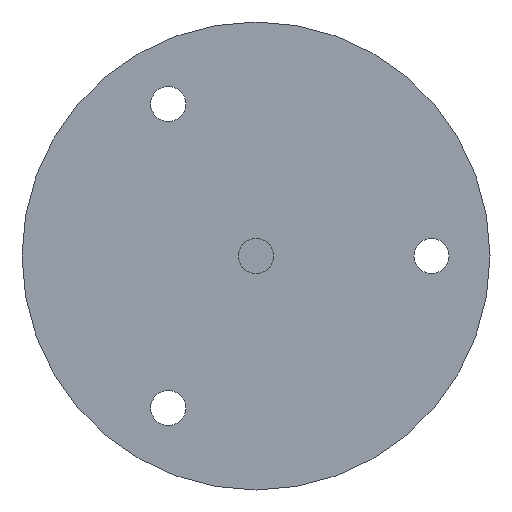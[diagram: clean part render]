
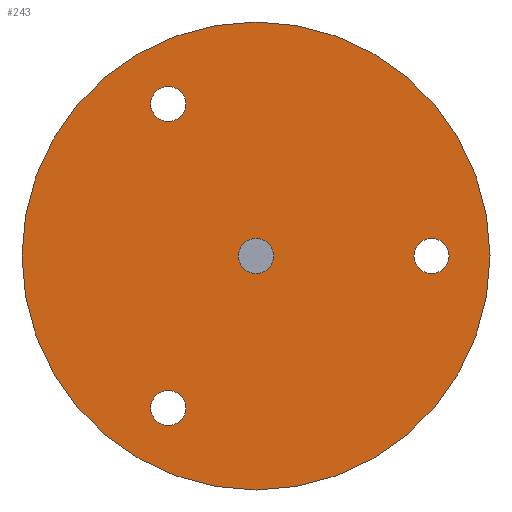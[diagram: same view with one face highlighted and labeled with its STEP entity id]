
A CAD part, front view. The second image highlights one B-rep face of the part: STEP entity #243.
In plain terms, the highlighted planar face has unit normal (0, -1, 0).
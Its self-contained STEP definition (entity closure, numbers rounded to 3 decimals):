
#3 = CARTESIAN_POINT ( 'NONE',  ( -37.5, 0., 64.952 ) ) ;
#9 = DIRECTION ( 'NONE',  ( 0., 1., 0. ) ) ;
#11 = EDGE_CURVE ( 'NONE', #680, #560, #122, .T. ) ;
#15 = CARTESIAN_POINT ( 'NONE',  ( 0., 0., -7.5 ) ) ;
#16 = EDGE_CURVE ( 'NONE', #640, #458, #158, .T. ) ;
#31 = AXIS2_PLACEMENT_3D ( 'NONE', #509, #186, #513 ) ;
#40 = DIRECTION ( 'NONE',  ( 0., 1., 0. ) ) ;
#51 = DIRECTION ( 'NONE',  ( 0., 0., 1. ) ) ;
#52 = DIRECTION ( 'NONE',  ( 0., 1., 0. ) ) ;
#78 = VERTEX_POINT ( 'NONE', #448 ) ;
#84 = CARTESIAN_POINT ( 'NONE',  ( 0., 0., 0. ) ) ;
#105 = CARTESIAN_POINT ( 'NONE',  ( -37.5, 0., -64.952 ) ) ;
#108 = EDGE_LOOP ( 'NONE', ( #557, #490 ) ) ;
#110 = CIRCLE ( 'NONE', #614, 7.5 ) ;
#116 = CARTESIAN_POINT ( 'NONE',  ( 75., 0., 7.5 ) ) ;
#122 = CIRCLE ( 'NONE', #519, 7.5 ) ;
#131 = EDGE_CURVE ( 'NONE', #481, #254, #110, .T. ) ;
#141 = ORIENTED_EDGE ( 'NONE', *, *, #346, .F. ) ;
#145 = DIRECTION ( 'NONE',  ( 0., 0., 1. ) ) ;
#158 = CIRCLE ( 'NONE', #169, 7.5 ) ;
#159 = DIRECTION ( 'NONE',  ( 0., -1., 0. ) ) ;
#162 = CARTESIAN_POINT ( 'NONE',  ( -37.5, 0., 64.952 ) ) ;
#168 = AXIS2_PLACEMENT_3D ( 'NONE', #440, #542, #51 ) ;
#169 = AXIS2_PLACEMENT_3D ( 'NONE', #210, #40, #145 ) ;
#174 = EDGE_CURVE ( 'NONE', #254, #481, #290, .T. ) ;
#175 = DIRECTION ( 'NONE',  ( 0., 0., 1. ) ) ;
#180 = FACE_BOUND ( 'NONE', #294, .T. ) ;
#186 = DIRECTION ( 'NONE',  ( 0., 1., 0. ) ) ;
#194 = CARTESIAN_POINT ( 'NONE',  ( -37.5, 0., 57.452 ) ) ;
#210 = CARTESIAN_POINT ( 'NONE',  ( 75., 0., 0. ) ) ;
#213 = VERTEX_POINT ( 'NONE', #236 ) ;
#214 = AXIS2_PLACEMENT_3D ( 'NONE', #698, #591, #551 ) ;
#230 = DIRECTION ( 'NONE',  ( 0., 0., 1. ) ) ;
#233 = CIRCLE ( 'NONE', #31, 7.5 ) ;
#236 = CARTESIAN_POINT ( 'NONE',  ( 0., 0., 7.5 ) ) ;
#241 = FACE_BOUND ( 'NONE', #690, .T. ) ;
#243 = ADVANCED_FACE ( 'NONE', ( #180, #667, #661, #241, #515 ), #337, .F. ) ;
#254 = VERTEX_POINT ( 'NONE', #194 ) ;
#257 = ORIENTED_EDGE ( 'NONE', *, *, #16, .T. ) ;
#261 = CIRCLE ( 'NONE', #214, 7.5 ) ;
#273 = DIRECTION ( 'NONE',  ( 0., 1., 0. ) ) ;
#274 = EDGE_LOOP ( 'NONE', ( #523, #657 ) ) ;
#287 = VERTEX_POINT ( 'NONE', #15 ) ;
#290 = CIRCLE ( 'NONE', #562, 7.5 ) ;
#293 = DIRECTION ( 'NONE',  ( 0., 0., 1. ) ) ;
#294 = EDGE_LOOP ( 'NONE', ( #671, #141 ) ) ;
#304 = AXIS2_PLACEMENT_3D ( 'NONE', #695, #689, #423 ) ;
#312 = CARTESIAN_POINT ( 'NONE',  ( 0., 0., 0. ) ) ;
#330 = EDGE_CURVE ( 'NONE', #458, #640, #233, .T. ) ;
#337 = PLANE ( 'NONE',  #384 ) ;
#346 = EDGE_CURVE ( 'NONE', #287, #213, #624, .T. ) ;
#348 = CARTESIAN_POINT ( 'NONE',  ( -37.5, 0., -57.452 ) ) ;
#354 = ORIENTED_EDGE ( 'NONE', *, *, #394, .F. ) ;
#360 = CIRCLE ( 'NONE', #304, 100. ) ;
#373 = DIRECTION ( 'NONE',  ( 0., -1., 0. ) ) ;
#374 = EDGE_LOOP ( 'NONE', ( #613, #354 ) ) ;
#384 = AXIS2_PLACEMENT_3D ( 'NONE', #84, #679, #293 ) ;
#394 = EDGE_CURVE ( 'NONE', #78, #530, #360, .T. ) ;
#395 = AXIS2_PLACEMENT_3D ( 'NONE', #537, #373, #645 ) ;
#423 = DIRECTION ( 'NONE',  ( 0., 0., 1. ) ) ;
#424 = ORIENTED_EDGE ( 'NONE', *, *, #330, .T. ) ;
#429 = DIRECTION ( 'NONE',  ( 0., 0., 1. ) ) ;
#440 = CARTESIAN_POINT ( 'NONE',  ( 0., 0., 0. ) ) ;
#448 = CARTESIAN_POINT ( 'NONE',  ( 0., 0., 100. ) ) ;
#458 = VERTEX_POINT ( 'NONE', #469 ) ;
#469 = CARTESIAN_POINT ( 'NONE',  ( 75., 0., -7.5 ) ) ;
#481 = VERTEX_POINT ( 'NONE', #577 ) ;
#490 = ORIENTED_EDGE ( 'NONE', *, *, #131, .T. ) ;
#491 = CARTESIAN_POINT ( 'NONE',  ( -37.5, 0., -72.452 ) ) ;
#505 = CIRCLE ( 'NONE', #168, 100. ) ;
#509 = CARTESIAN_POINT ( 'NONE',  ( 75., 0., 0. ) ) ;
#513 = DIRECTION ( 'NONE',  ( 0., 0., 1. ) ) ;
#515 = FACE_OUTER_BOUND ( 'NONE', #374, .T. ) ;
#519 = AXIS2_PLACEMENT_3D ( 'NONE', #105, #52, #538 ) ;
#523 = ORIENTED_EDGE ( 'NONE', *, *, #609, .T. ) ;
#530 = VERTEX_POINT ( 'NONE', #558 ) ;
#537 = CARTESIAN_POINT ( 'NONE',  ( 0., 0., 0. ) ) ;
#538 = DIRECTION ( 'NONE',  ( 0., 0., 1. ) ) ;
#542 = DIRECTION ( 'NONE',  ( 0., 1., 0. ) ) ;
#551 = DIRECTION ( 'NONE',  ( 0., 0., 1. ) ) ;
#557 = ORIENTED_EDGE ( 'NONE', *, *, #174, .T. ) ;
#558 = CARTESIAN_POINT ( 'NONE',  ( 0., 0., -100. ) ) ;
#560 = VERTEX_POINT ( 'NONE', #491 ) ;
#562 = AXIS2_PLACEMENT_3D ( 'NONE', #162, #9, #175 ) ;
#568 = EDGE_CURVE ( 'NONE', #530, #78, #505, .T. ) ;
#577 = CARTESIAN_POINT ( 'NONE',  ( -37.5, 0., 72.452 ) ) ;
#591 = DIRECTION ( 'NONE',  ( 0., 1., 0. ) ) ;
#605 = AXIS2_PLACEMENT_3D ( 'NONE', #312, #159, #429 ) ;
#609 = EDGE_CURVE ( 'NONE', #560, #680, #261, .T. ) ;
#613 = ORIENTED_EDGE ( 'NONE', *, *, #568, .F. ) ;
#614 = AXIS2_PLACEMENT_3D ( 'NONE', #3, #273, #230 ) ;
#624 = CIRCLE ( 'NONE', #605, 7.5 ) ;
#640 = VERTEX_POINT ( 'NONE', #116 ) ;
#645 = DIRECTION ( 'NONE',  ( 0., 0., 1. ) ) ;
#654 = EDGE_CURVE ( 'NONE', #213, #287, #677, .T. ) ;
#657 = ORIENTED_EDGE ( 'NONE', *, *, #11, .T. ) ;
#661 = FACE_BOUND ( 'NONE', #274, .T. ) ;
#667 = FACE_BOUND ( 'NONE', #108, .T. ) ;
#671 = ORIENTED_EDGE ( 'NONE', *, *, #654, .F. ) ;
#677 = CIRCLE ( 'NONE', #395, 7.5 ) ;
#679 = DIRECTION ( 'NONE',  ( 0., 1., 0. ) ) ;
#680 = VERTEX_POINT ( 'NONE', #348 ) ;
#689 = DIRECTION ( 'NONE',  ( 0., 1., 0. ) ) ;
#690 = EDGE_LOOP ( 'NONE', ( #424, #257 ) ) ;
#695 = CARTESIAN_POINT ( 'NONE',  ( 0., 0., 0. ) ) ;
#698 = CARTESIAN_POINT ( 'NONE',  ( -37.5, 0., -64.952 ) ) ;
